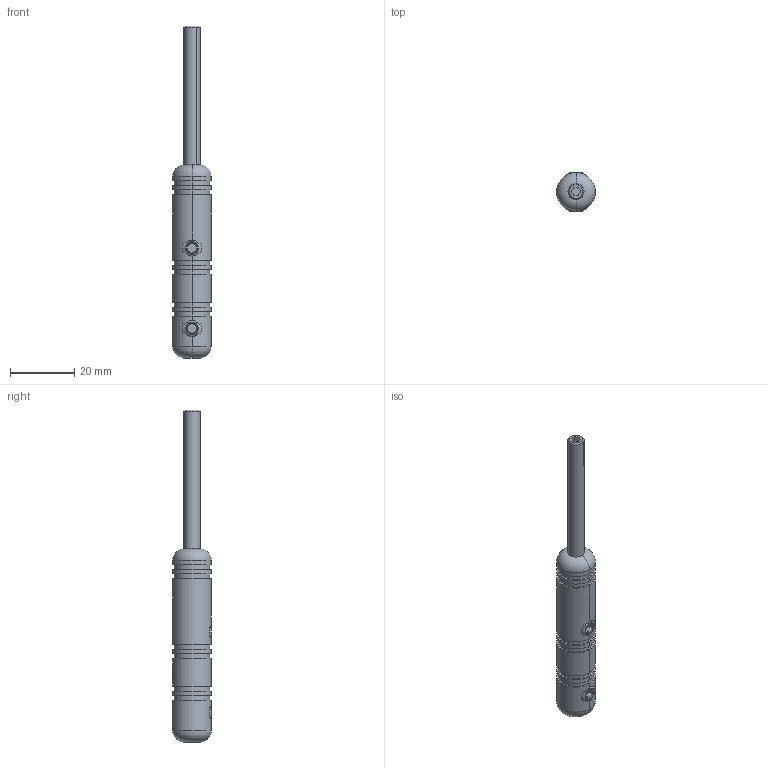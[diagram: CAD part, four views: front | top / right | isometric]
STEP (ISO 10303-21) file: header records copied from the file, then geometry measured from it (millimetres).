
FILE_DESCRIPTION (( 'STEP AP203' ), '1' );
FILE_NAME ('100014004.STEP', '2018-03-12T14:21:57', ( '' ), ( '' ), 'SwSTEP 2.0', 'SolidWorks 2015', '' );
FILE_SCHEMA (( 'CONFIG_CONTROL_DESIGN' ));
Length unit declared in the file: millimetre
Products named in the file (4): 100014004; DIN913_DIN913 M5x60; DIN914_DIN 914 M6x6; 10001X00X Teil 1_100014004 Teil1
Assembly tree (5 placements, depth 2):
  100014004
    10001X00X Teil 1_100014004 Teil1
    DIN914_DIN 914 M6x6  x3
    DIN913_DIN913 M5x60
Bounding box: 12 x 12 x 103.15 mm (x, y, z)
Volume: 6839.1 mm3; surface area: 4839.7 mm2
Topology: 5 solids, 5 shells, 437 faces, 1043 edges, 647 vertices
Faces by surface type: plane 176, cylinder 98, bspline 93, torus 34, cone 18, sphere 18
Entity records: 16555 total; most frequent: CARTESIAN_POINT 8650, ORIENTED_EDGE 1658, DIRECTION 1273, EDGE_CURVE 829, VERTEX_POINT 533, VECTOR 485, LINE 485, AXIS2_PLACEMENT_3D 394
